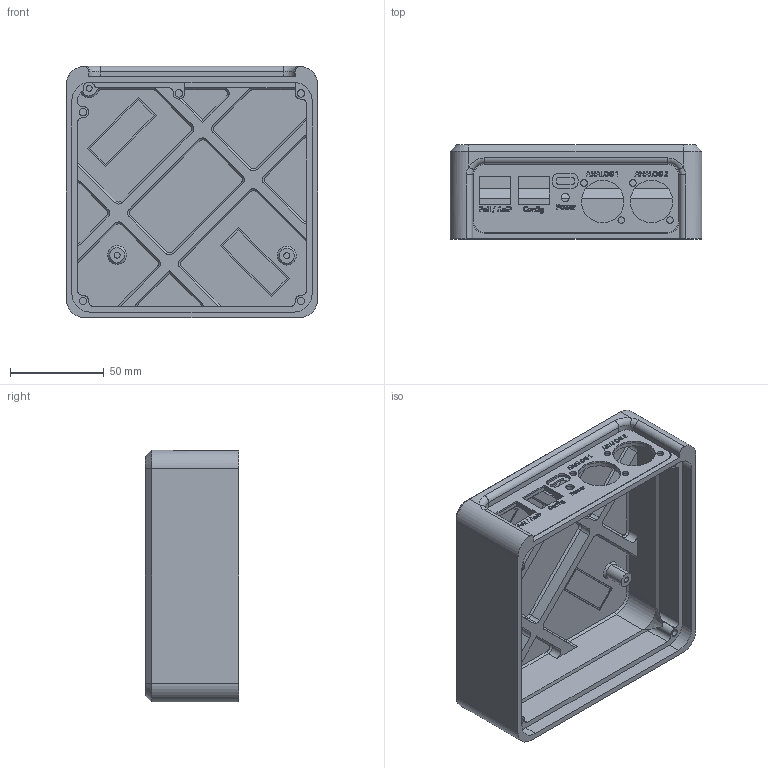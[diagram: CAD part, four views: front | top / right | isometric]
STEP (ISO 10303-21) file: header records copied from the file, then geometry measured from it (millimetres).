
FILE_DESCRIPTION (( 'STEP AP214' ), '1' );
FILE_NAME ('Beacon_V1_gehaeuse.STEP', '2026-01-19T09:30:04', ( '' ), ( '' ), 'SwSTEP 2.0', 'SolidWorks 2024', '' );
FILE_SCHEMA (( 'AUTOMOTIVE_DESIGN' ));
Length unit declared in the file: millimetre
Products named in the file (1): Beacon_V1_gehaeuse
Bounding box: 134 x 50 x 134 mm (x, y, z)
Volume: 159536.5 mm3; surface area: 96077.1 mm2
Topology: 2 solids, 2 shells, 815 faces, 2135 edges, 1388 vertices
Faces by surface type: plane 461, bspline 156, cylinder 139, cone 57, torus 2
Entity records: 32807 total; most frequent: CARTESIAN_POINT 13498, ORIENTED_EDGE 4270, DIRECTION 3440, EDGE_CURVE 2135, VECTOR 1460, LINE 1460, VERTEX_POINT 1388, AXIS2_PLACEMENT_3D 990
